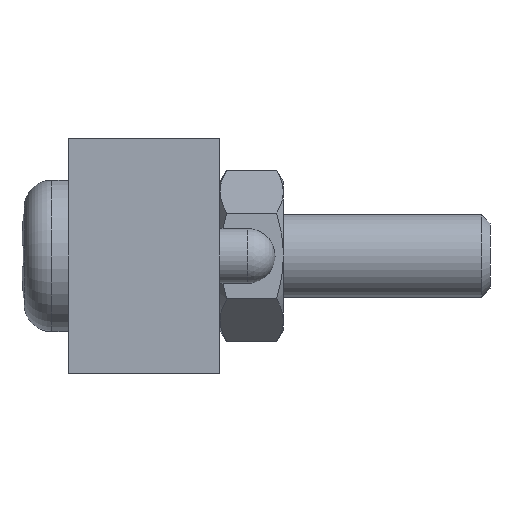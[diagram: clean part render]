
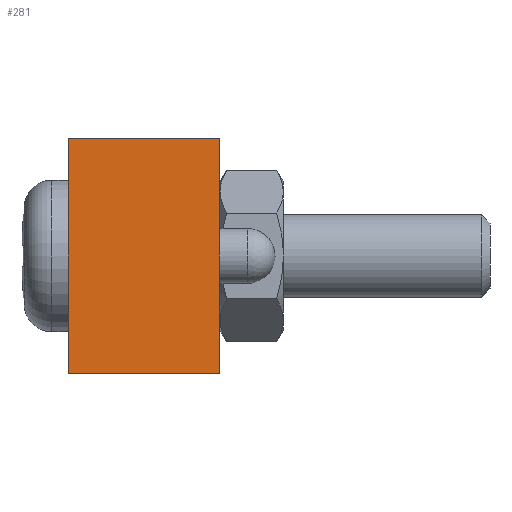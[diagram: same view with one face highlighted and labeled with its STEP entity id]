
A CAD part, left-side view. The second image highlights one B-rep face of the part: STEP entity #281.
In plain terms, the highlighted planar face has unit normal (-1, 0, 0).
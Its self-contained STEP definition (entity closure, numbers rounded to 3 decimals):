
#281 = ADVANCED_FACE( '', ( #400 ), #401, .F. );
#400 = FACE_OUTER_BOUND( '', #666, .T. );
#401 = PLANE( '', #667 );
#666 = EDGE_LOOP( '', ( #936, #937, #938, #939 ) );
#667 = AXIS2_PLACEMENT_3D( '', #940, #941, #942 );
#936 = ORIENTED_EDGE( '', *, *, #1743, .T. );
#937 = ORIENTED_EDGE( '', *, *, #1748, .F. );
#938 = ORIENTED_EDGE( '', *, *, #1749, .F. );
#939 = ORIENTED_EDGE( '', *, *, #1750, .T. );
#940 = CARTESIAN_POINT( '', ( 0., 5.5, -4.25 ) );
#941 = DIRECTION( '', ( 1., 0., 0. ) );
#942 = DIRECTION( '', ( 0., 0., -1. ) );
#1743 = EDGE_CURVE( '', #1981, #1982, #1983, .T. );
#1748 = EDGE_CURVE( '', #1991, #1982, #1992, .T. );
#1749 = EDGE_CURVE( '', #1993, #1991, #1994, .T. );
#1750 = EDGE_CURVE( '', #1993, #1981, #1995, .T. );
#1981 = VERTEX_POINT( '', #2379 );
#1982 = VERTEX_POINT( '', #2380 );
#1983 = LINE( '', #2381, #2382 );
#1991 = VERTEX_POINT( '', #2392 );
#1992 = LINE( '', #2393, #2394 );
#1993 = VERTEX_POINT( '', #2395 );
#1994 = LINE( '', #2396, #2397 );
#1995 = LINE( '', #2398, #2399 );
#2379 = CARTESIAN_POINT( '', ( 0., 0., -4.25 ) );
#2380 = CARTESIAN_POINT( '', ( 0., 0., 4.25 ) );
#2381 = CARTESIAN_POINT( '', ( 0., 0., -4.25 ) );
#2382 = VECTOR( '', #3083, 1000. );
#2392 = CARTESIAN_POINT( '', ( 0., 5.5, 4.25 ) );
#2393 = CARTESIAN_POINT( '', ( 0., 5.5, 4.25 ) );
#2394 = VECTOR( '', #3092, 1000. );
#2395 = CARTESIAN_POINT( '', ( 0., 5.5, -4.25 ) );
#2396 = CARTESIAN_POINT( '', ( 0., 5.5, -4.25 ) );
#2397 = VECTOR( '', #3093, 1000. );
#2398 = CARTESIAN_POINT( '', ( 0., 5.5, -4.25 ) );
#2399 = VECTOR( '', #3094, 1000. );
#3083 = DIRECTION( '', ( 0., 0., 1. ) );
#3092 = DIRECTION( '', ( 0., -1., 0. ) );
#3093 = DIRECTION( '', ( 0., 0., 1. ) );
#3094 = DIRECTION( '', ( 0., -1., 0. ) );
